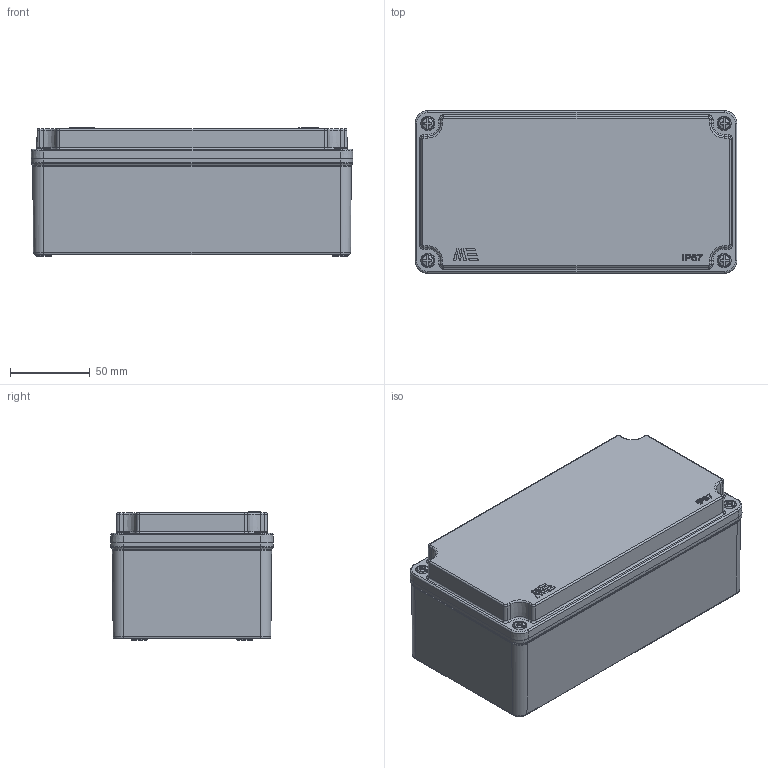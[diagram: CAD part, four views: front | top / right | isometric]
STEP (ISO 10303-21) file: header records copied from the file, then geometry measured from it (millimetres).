
FILE_DESCRIPTION(/* description */ (''),/* implementation_level */ '2;1');
FILE_NAME(/* name */ '402560.stp',/* time_stamp */ '2015-09-02T10:04:06+03:00',/* author */ (''),/* organization */ (''),/* preprocessor_version */ 'ST-DEVELOPER v14',/* originating_system */ 'SIEMENS PLM Software NX 8.0',/* authorisation */ '');
FILE_SCHEMA (('AP203_CONFIGURATION_CONTROLLED_3D_DESIGN_OF_MECHANICAL_PARTS_AND_ASSEMBLIES_MIM_LF { 1 0 10303 403 2 1 2}'));
Length unit declared in the file: millimetre
Products named in the file (1): mtas123C19991ban
Bounding box: 202 x 102 x 80.5 mm (x, y, z)
Volume: 296079.2 mm3; surface area: 169182.8 mm2
Topology: 7 solids, 7 shells, 905 faces, 2109 edges, 1220 vertices
Faces by surface type: bspline 251, plane 244, cylinder 223, cone 77, torus 65, sphere 36, extrusion 9
Full cylindrical faces by diameter (mm): 3 x1, 3.5 x1, 3.838 x1, 4 x4, 8 x1, 10 x4
Entity records: 31233 total; most frequent: CARTESIAN_POINT 12828, ORIENTED_EDGE 3938, DIRECTION 3524, EDGE_CURVE 1969, AXIS2_PLACEMENT_3D 1413, VERTEX_POINT 1189, EDGE_LOOP 1024, ADVANCED_FACE 905
